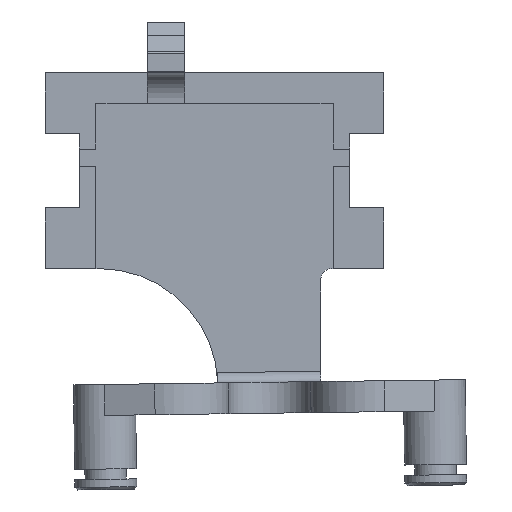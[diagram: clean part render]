
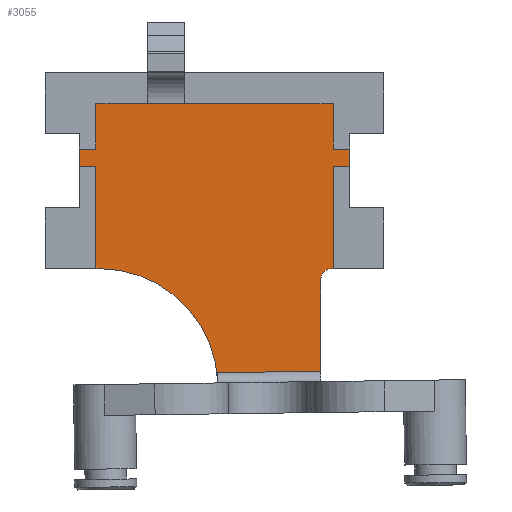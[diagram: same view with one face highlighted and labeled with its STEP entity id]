
A CAD part, front view. The second image highlights one B-rep face of the part: STEP entity #3055.
In plain terms, the highlighted planar face has unit normal (0, -1, 0).
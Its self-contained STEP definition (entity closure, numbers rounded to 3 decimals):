
#73=CIRCLE('',#3213,1.);
#75=CIRCLE('',#3217,11.5);
#177=FACE_OUTER_BOUND('',#342,.T.);
#342=EDGE_LOOP('',(#2169,#2170,#2171,#2172,#2173,#2174,#2175,#2176,#2177,
#2178,#2179,#2180,#2181,#2182,#2183,#2184,#2185,#2186));
#486=LINE('',#4317,#865);
#522=LINE('',#4398,#901);
#526=LINE('',#4414,#905);
#535=LINE('',#4435,#914);
#585=LINE('',#4531,#964);
#591=LINE('',#4544,#970);
#592=LINE('',#4547,#971);
#594=LINE('',#4551,#973);
#595=LINE('',#4553,#974);
#596=LINE('',#4555,#975);
#597=LINE('',#4557,#976);
#598=LINE('',#4558,#977);
#599=LINE('',#4559,#978);
#600=LINE('',#4561,#979);
#601=LINE('',#4562,#980);
#602=LINE('',#4563,#981);
#865=VECTOR('',#3457,10.);
#901=VECTOR('',#3519,10.);
#905=VECTOR('',#3533,10.);
#914=VECTOR('',#3550,10.);
#964=VECTOR('',#3618,10.);
#970=VECTOR('',#3632,10.);
#971=VECTOR('',#3635,10.);
#973=VECTOR('',#3639,10.);
#974=VECTOR('',#3640,10.);
#975=VECTOR('',#3641,10.);
#976=VECTOR('',#3642,10.);
#977=VECTOR('',#3643,10.);
#978=VECTOR('',#3644,10.);
#979=VECTOR('',#3645,10.);
#980=VECTOR('',#3646,10.);
#981=VECTOR('',#3647,10.);
#1241=VERTEX_POINT('',#4314);
#1242=VERTEX_POINT('',#4316);
#1269=VERTEX_POINT('',#4384);
#1270=VERTEX_POINT('',#4386);
#1274=VERTEX_POINT('',#4396);
#1277=VERTEX_POINT('',#4403);
#1278=VERTEX_POINT('',#4405);
#1281=VERTEX_POINT('',#4413);
#1289=VERTEX_POINT('',#4434);
#1325=VERTEX_POINT('',#4528);
#1326=VERTEX_POINT('',#4530);
#1329=VERTEX_POINT('',#4540);
#1330=VERTEX_POINT('',#4546);
#1331=VERTEX_POINT('',#4550);
#1332=VERTEX_POINT('',#4552);
#1333=VERTEX_POINT('',#4554);
#1334=VERTEX_POINT('',#4556);
#1335=VERTEX_POINT('',#4560);
#1545=EDGE_CURVE('',#1241,#1242,#486,.F.);
#1578=EDGE_CURVE('',#1269,#1270,#73,.T.);
#1584=EDGE_CURVE('',#1269,#1274,#522,.T.);
#1587=EDGE_CURVE('',#1278,#1277,#75,.F.);
#1591=EDGE_CURVE('',#1281,#1277,#526,.T.);
#1601=EDGE_CURVE('',#1289,#1278,#535,.T.);
#1652=EDGE_CURVE('',#1325,#1326,#585,.F.);
#1659=EDGE_CURVE('',#1325,#1329,#591,.T.);
#1660=EDGE_CURVE('',#1330,#1242,#592,.T.);
#1662=EDGE_CURVE('',#1331,#1329,#594,.F.);
#1663=EDGE_CURVE('',#1332,#1331,#595,.T.);
#1664=EDGE_CURVE('',#1333,#1332,#596,.T.);
#1665=EDGE_CURVE('',#1334,#1333,#597,.T.);
#1666=EDGE_CURVE('',#1330,#1334,#598,.F.);
#1667=EDGE_CURVE('',#1289,#1241,#599,.T.);
#1668=EDGE_CURVE('',#1335,#1281,#600,.T.);
#1669=EDGE_CURVE('',#1335,#1270,#601,.T.);
#1670=EDGE_CURVE('',#1326,#1274,#602,.T.);
#2169=ORIENTED_EDGE('',*,*,#1659,.T.);
#2170=ORIENTED_EDGE('',*,*,#1662,.F.);
#2171=ORIENTED_EDGE('',*,*,#1663,.F.);
#2172=ORIENTED_EDGE('',*,*,#1664,.F.);
#2173=ORIENTED_EDGE('',*,*,#1665,.F.);
#2174=ORIENTED_EDGE('',*,*,#1666,.F.);
#2175=ORIENTED_EDGE('',*,*,#1660,.T.);
#2176=ORIENTED_EDGE('',*,*,#1545,.F.);
#2177=ORIENTED_EDGE('',*,*,#1667,.F.);
#2178=ORIENTED_EDGE('',*,*,#1601,.T.);
#2179=ORIENTED_EDGE('',*,*,#1587,.T.);
#2180=ORIENTED_EDGE('',*,*,#1591,.F.);
#2181=ORIENTED_EDGE('',*,*,#1668,.F.);
#2182=ORIENTED_EDGE('',*,*,#1669,.T.);
#2183=ORIENTED_EDGE('',*,*,#1578,.F.);
#2184=ORIENTED_EDGE('',*,*,#1584,.T.);
#2185=ORIENTED_EDGE('',*,*,#1670,.F.);
#2186=ORIENTED_EDGE('',*,*,#1652,.F.);
#2932=PLANE('',#3238);
#3055=ADVANCED_FACE('',(#177),#2932,.T.);
#3213=AXIS2_PLACEMENT_3D('',#4387,#3510,#3511);
#3217=AXIS2_PLACEMENT_3D('',#4406,#3525,#3526);
#3238=AXIS2_PLACEMENT_3D('',#4549,#3637,#3638);
#3457=DIRECTION('',(1.,0.,0.));
#3510=DIRECTION('center_axis',(0.,-1.,0.));
#3511=DIRECTION('ref_axis',(-0.707,0.,0.707));
#3519=DIRECTION('',(1.,0.,0.));
#3525=DIRECTION('center_axis',(0.,-1.,0.));
#3526=DIRECTION('ref_axis',(0.999,0.,0.036));
#3533=DIRECTION('',(0.,0.,-1.));
#3550=DIRECTION('',(1.,0.,0.));
#3618=DIRECTION('',(1.,0.,0.));
#3632=DIRECTION('',(0.,0.,1.));
#3635=DIRECTION('',(0.,0.,-1.));
#3637=DIRECTION('center_axis',(0.,-1.,0.));
#3638=DIRECTION('ref_axis',(0.,0.,-1.));
#3639=DIRECTION('',(-1.,0.,0.));
#3640=DIRECTION('',(0.,0.,-1.));
#3641=DIRECTION('',(1.,0.,0.));
#3642=DIRECTION('',(0.,0.,1.));
#3643=DIRECTION('',(-1.,0.,0.));
#3644=DIRECTION('',(0.,0.,1.));
#3645=DIRECTION('',(-1.,0.,-0.013));
#3646=DIRECTION('',(0.,0.,1.));
#3647=DIRECTION('',(0.,0.,-1.));
#4314=CARTESIAN_POINT('',(5.,14.5,5.9));
#4316=CARTESIAN_POINT('',(3.4,14.5,5.9));
#4317=CARTESIAN_POINT('',(8.25,14.5,5.9));
#4384=CARTESIAN_POINT('',(27.825,14.5,0.));
#4386=CARTESIAN_POINT('',(26.825,14.5,-1.));
#4387=CARTESIAN_POINT('Origin',(27.825,14.5,-1.));
#4396=CARTESIAN_POINT('',(28.,14.5,0.));
#4398=CARTESIAN_POINT('',(30.,14.5,0.));
#4403=CARTESIAN_POINT('',(16.825,14.5,-11.085));
#4405=CARTESIAN_POINT('',(5.332,14.5,0.));
#4406=CARTESIAN_POINT('Origin',(5.332,14.5,-11.5));
#4413=CARTESIAN_POINT('',(16.825,14.5,-10.085));
#4414=CARTESIAN_POINT('',(16.825,14.5,8.));
#4434=CARTESIAN_POINT('',(5.,14.5,0.));
#4435=CARTESIAN_POINT('',(16.825,14.5,0.));
#4528=CARTESIAN_POINT('',(29.6,14.5,5.9));
#4530=CARTESIAN_POINT('',(28.,14.5,5.9));
#4531=CARTESIAN_POINT('',(22.25,14.5,5.9));
#4540=CARTESIAN_POINT('',(29.6,14.5,13.1));
#4544=CARTESIAN_POINT('',(29.6,14.5,8.));
#4546=CARTESIAN_POINT('',(3.4,14.5,13.1));
#4547=CARTESIAN_POINT('',(3.4,14.5,17.5));
#4549=CARTESIAN_POINT('Origin',(16.5,14.5,16.));
#4550=CARTESIAN_POINT('',(28.,14.5,13.1));
#4551=CARTESIAN_POINT('',(24.75,14.5,13.1));
#4552=CARTESIAN_POINT('',(28.,14.5,16.));
#4553=CARTESIAN_POINT('',(28.,14.5,14.5));
#4554=CARTESIAN_POINT('',(5.,14.5,16.));
#4555=CARTESIAN_POINT('',(22.25,14.5,16.));
#4556=CARTESIAN_POINT('',(5.,14.5,13.1));
#4557=CARTESIAN_POINT('',(5.,14.5,16.));
#4558=CARTESIAN_POINT('',(10.75,14.5,13.1));
#4559=CARTESIAN_POINT('',(5.,14.5,11.));
#4560=CARTESIAN_POINT('',(26.825,14.5,-9.952));
#4561=CARTESIAN_POINT('',(19.33,14.5,-10.052));
#4562=CARTESIAN_POINT('',(26.825,14.5,0.));
#4563=CARTESIAN_POINT('',(28.,14.5,8.));
